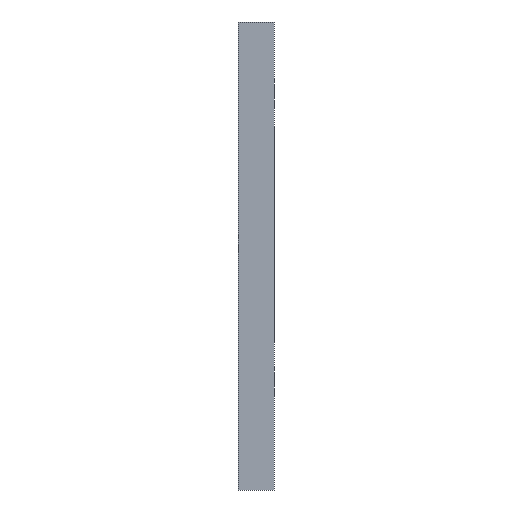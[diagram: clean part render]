
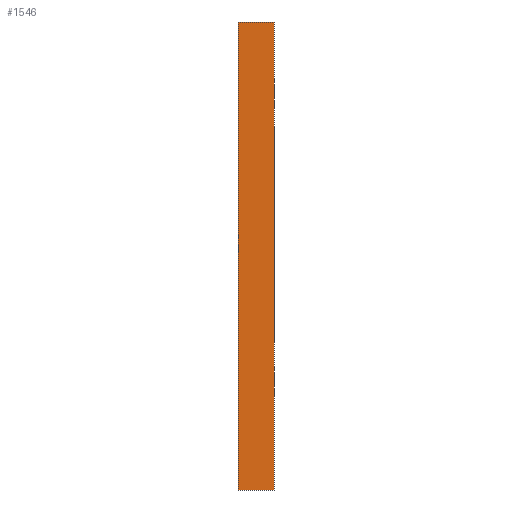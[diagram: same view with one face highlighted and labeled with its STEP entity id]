
A CAD part, front view. The second image highlights one B-rep face of the part: STEP entity #1546.
In plain terms, the highlighted planar face has unit normal (0, -1, 0).
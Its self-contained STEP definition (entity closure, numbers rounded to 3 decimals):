
#230=FACE_OUTER_BOUND('',#304,.T.);
#304=EDGE_LOOP('',(#1287,#1288,#1289,#1290));
#484=LINE('',#2553,#632);
#492=LINE('',#2568,#640);
#493=LINE('',#2570,#641);
#494=LINE('',#2571,#642);
#632=VECTOR('',#2118,10.);
#640=VECTOR('',#2130,10.);
#641=VECTOR('',#2133,10.);
#642=VECTOR('',#2134,10.);
#779=VERTEX_POINT('',#2549);
#781=VERTEX_POINT('',#2552);
#785=VERTEX_POINT('',#2564);
#786=VERTEX_POINT('',#2566);
#992=EDGE_CURVE('',#779,#781,#484,.T.);
#1000=EDGE_CURVE('',#785,#786,#492,.T.);
#1001=EDGE_CURVE('',#785,#779,#493,.T.);
#1002=EDGE_CURVE('',#781,#786,#494,.T.);
#1287=ORIENTED_EDGE('',*,*,#1001,.F.);
#1288=ORIENTED_EDGE('',*,*,#1000,.T.);
#1289=ORIENTED_EDGE('',*,*,#1002,.F.);
#1290=ORIENTED_EDGE('',*,*,#992,.F.);
#1472=PLANE('',#1702);
#1546=ADVANCED_FACE('',(#230),#1472,.T.);
#1702=AXIS2_PLACEMENT_3D('',#2569,#2131,#2132);
#2118=DIRECTION('',(-1.,0.,0.));
#2130=DIRECTION('',(-1.,0.,0.));
#2131=DIRECTION('center_axis',(0.,-1.,0.));
#2132=DIRECTION('ref_axis',(0.,0.,1.));
#2133=DIRECTION('',(0.,0.,-1.));
#2134=DIRECTION('',(0.,0.,1.));
#2549=CARTESIAN_POINT('',(234.634,-40.963,-5.));
#2552=CARTESIAN_POINT('',(229.634,-40.963,-5.));
#2553=CARTESIAN_POINT('',(234.634,-40.963,-5.));
#2564=CARTESIAN_POINT('',(234.634,-40.963,60.));
#2566=CARTESIAN_POINT('',(229.634,-40.963,60.));
#2568=CARTESIAN_POINT('',(234.634,-40.963,60.));
#2569=CARTESIAN_POINT('Origin',(234.634,-40.963,-5.));
#2570=CARTESIAN_POINT('',(234.634,-40.963,60.));
#2571=CARTESIAN_POINT('',(229.634,-40.963,60.));
